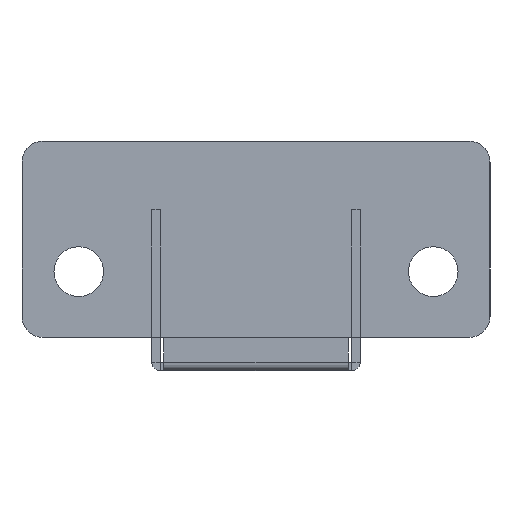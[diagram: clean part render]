
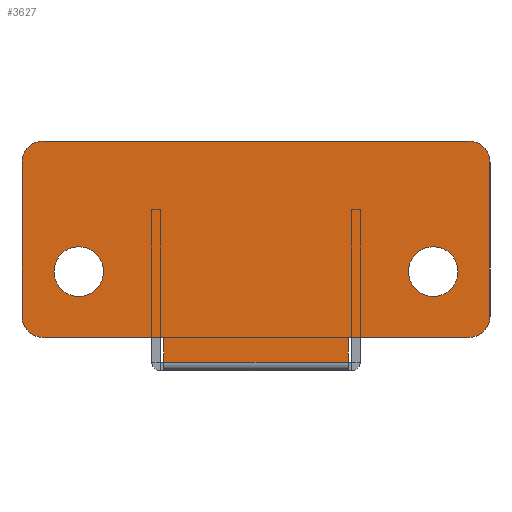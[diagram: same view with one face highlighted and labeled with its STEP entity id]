
A CAD part, left-side view. The second image highlights one B-rep face of the part: STEP entity #3627.
In plain terms, the highlighted planar face has unit normal (-1, 0, 0).
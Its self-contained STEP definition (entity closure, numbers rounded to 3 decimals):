
#161 = DIRECTION ( 'NONE',  ( 0., 0., -1. ) ) ;
#162 = DIRECTION ( 'NONE',  ( -1., 0., 0. ) ) ;
#163 = CARTESIAN_POINT ( 'NONE',  ( -442.5, 30., 7.7 ) ) ;
#287 = DIRECTION ( 'NONE',  ( 0., 0., -1. ) ) ;
#292 = DIRECTION ( 'NONE',  ( 1., 0., 0. ) ) ;
#295 = CARTESIAN_POINT ( 'NONE',  ( -442.5, -25., 14. ) ) ;
#383 = EDGE_CURVE ( 'NONE', #9151, #9183, #1491, .T. ) ;
#400 = EDGE_CURVE ( 'NONE', #9078, #8724, #6081, .T. ) ;
#407 = EDGE_CURVE ( 'NONE', #9212, #8724, #6056, .T. ) ;
#452 = DIRECTION ( 'NONE',  ( 0., 0., -1. ) ) ;
#453 = DIRECTION ( 'NONE',  ( -1., 0., 0. ) ) ;
#454 = CARTESIAN_POINT ( 'NONE',  ( -442.5, 30., 29.4 ) ) ;
#825 = DIRECTION ( 'NONE',  ( 0., 0., 1. ) ) ;
#826 = CARTESIAN_POINT ( 'NONE',  ( -442.5, -13., 4.7 ) ) ;
#827 = LINE ( 'NONE', #826, #8050 ) ;
#1348 = VECTOR ( 'NONE', #3489, 1000. ) ;
#1448 = VECTOR ( 'NONE', #6052, 1000. ) ;
#1467 = AXIS2_PLACEMENT_3D ( 'NONE', #4607, #4600, #4599 ) ;
#1491 = CIRCLE ( 'NONE', #1761, 3. ) ;
#1563 = CIRCLE ( 'NONE', #1467, 3.5 ) ;
#1581 = AXIS2_PLACEMENT_3D ( 'NONE', #4474, #4488, #4456 ) ;
#1714 = AXIS2_PLACEMENT_3D ( 'NONE', #7351, #7350, #7349 ) ;
#1726 = AXIS2_PLACEMENT_3D ( 'NONE', #7377, #7345, #7373 ) ;
#1742 = CIRCLE ( 'NONE', #1726, 3. ) ;
#1749 = VECTOR ( 'NONE', #6074, 1000. ) ;
#1761 = AXIS2_PLACEMENT_3D ( 'NONE', #5894, #5885, #5881 ) ;
#1847 = VECTOR ( 'NONE', #4151, 1000. ) ;
#2019 = VECTOR ( 'NONE', #4545, 1000. ) ;
#2051 = CIRCLE ( 'NONE', #1714, 3.5 ) ;
#2139 = EDGE_CURVE ( 'NONE', #9084, #9129, #5884, .T. ) ;
#3197 = EDGE_CURVE ( 'NONE', #8738, #9155, #1742, .T. ) ;
#3207 = EDGE_CURVE ( 'NONE', #9136, #9138, #2051, .T. ) ;
#3243 = EDGE_CURVE ( 'NONE', #9190, #9152, #1563, .T. ) ;
#3248 = EDGE_CURVE ( 'NONE', #9076, #9155, #4621, .T. ) ;
#3273 = EDGE_CURVE ( 'NONE', #9143, #9151, #4167, .T. ) ;
#3489 = DIRECTION ( 'NONE',  ( 0., 0., -1. ) ) ;
#3499 = CARTESIAN_POINT ( 'NONE',  ( -442.5, 33., 32.4 ) ) ;
#3627 = ADVANCED_FACE ( 'NONE', ( #4472, #4469, #4466 ), #4464, .F. ) ;
#4151 = DIRECTION ( 'NONE',  ( 0., -1., 0. ) ) ;
#4159 = CARTESIAN_POINT ( 'NONE',  ( -442.5, -33., 4.7 ) ) ;
#4167 = LINE ( 'NONE', #4159, #1847 ) ;
#4456 = DIRECTION ( 'NONE',  ( 0., 0., -1. ) ) ;
#4464 = PLANE ( 'NONE',  #1581 ) ;
#4466 = FACE_BOUND ( 'NONE', #4618, .T. ) ;
#4469 = FACE_OUTER_BOUND ( 'NONE', #5371, .T. ) ;
#4472 = FACE_BOUND ( 'NONE', #4537, .T. ) ;
#4474 = CARTESIAN_POINT ( 'NONE',  ( -442.5, 13., 1.2 ) ) ;
#4488 = DIRECTION ( 'NONE',  ( 1., 0., 0. ) ) ;
#4537 = EDGE_LOOP ( 'NONE', ( #6248, #6247 ) ) ;
#4545 = DIRECTION ( 'NONE',  ( 0., -1., 0. ) ) ;
#4554 = CARTESIAN_POINT ( 'NONE',  ( -442.5, -33., 32.4 ) ) ;
#4599 = DIRECTION ( 'NONE',  ( 0., 0., -1. ) ) ;
#4600 = DIRECTION ( 'NONE',  ( -1., 0., 0. ) ) ;
#4607 = CARTESIAN_POINT ( 'NONE',  ( -442.5, 25., 14. ) ) ;
#4618 = EDGE_LOOP ( 'NONE', ( #6264, #6266 ) ) ;
#4621 = LINE ( 'NONE', #4554, #2019 ) ;
#5371 = EDGE_LOOP ( 'NONE', ( #6250, #6249, #6252, #6251, #6260, #6259, #6317, #6331, #6273, #6262, #6263, #6272 ) ) ;
#5547 = EDGE_CURVE ( 'NONE', #9212, #9143, #827, .T. ) ;
#5637 = EDGE_CURVE ( 'NONE', #9076, #9084, #8123, .T. ) ;
#5646 = EDGE_CURVE ( 'NONE', #9138, #9136, #8205, .T. ) ;
#5699 = EDGE_CURVE ( 'NONE', #9129, #9124, #8143, .T. ) ;
#5881 = DIRECTION ( 'NONE',  ( 0., 0., -1. ) ) ;
#5884 = LINE ( 'NONE', #3499, #1348 ) ;
#5885 = DIRECTION ( 'NONE',  ( -1., 0., 0. ) ) ;
#5894 = CARTESIAN_POINT ( 'NONE',  ( -442.5, -30., 7.7 ) ) ;
#6052 = DIRECTION ( 'NONE',  ( 0., 1., 0. ) ) ;
#6056 = LINE ( 'NONE', #6061, #1448 ) ;
#6061 = CARTESIAN_POINT ( 'NONE',  ( -442.5, 13., 1.21 ) ) ;
#6074 = DIRECTION ( 'NONE',  ( 0., 0., -1. ) ) ;
#6075 = CARTESIAN_POINT ( 'NONE',  ( -442.5, 13., 1.2 ) ) ;
#6081 = LINE ( 'NONE', #6075, #1749 ) ;
#6247 = ORIENTED_EDGE ( 'NONE', *, *, #5646, .T. ) ;
#6248 = ORIENTED_EDGE ( 'NONE', *, *, #3207, .T. ) ;
#6249 = ORIENTED_EDGE ( 'NONE', *, *, #5699, .T. ) ;
#6250 = ORIENTED_EDGE ( 'NONE', *, *, #2139, .T. ) ;
#6251 = ORIENTED_EDGE ( 'NONE', *, *, #400, .T. ) ;
#6252 = ORIENTED_EDGE ( 'NONE', *, *, #8528, .T. ) ;
#6259 = ORIENTED_EDGE ( 'NONE', *, *, #5547, .T. ) ;
#6260 = ORIENTED_EDGE ( 'NONE', *, *, #407, .F. ) ;
#6262 = ORIENTED_EDGE ( 'NONE', *, *, #3197, .T. ) ;
#6263 = ORIENTED_EDGE ( 'NONE', *, *, #3248, .F. ) ;
#6264 = ORIENTED_EDGE ( 'NONE', *, *, #3243, .F. ) ;
#6266 = ORIENTED_EDGE ( 'NONE', *, *, #8532, .F. ) ;
#6272 = ORIENTED_EDGE ( 'NONE', *, *, #5637, .T. ) ;
#6273 = ORIENTED_EDGE ( 'NONE', *, *, #8475, .F. ) ;
#6317 = ORIENTED_EDGE ( 'NONE', *, *, #3273, .T. ) ;
#6331 = ORIENTED_EDGE ( 'NONE', *, *, #383, .T. ) ;
#6596 = LINE ( 'NONE', #6597, #8339 ) ;
#6597 = CARTESIAN_POINT ( 'NONE',  ( -442.5, -33., 32.4 ) ) ;
#6606 = DIRECTION ( 'NONE',  ( 0., 0., -1. ) ) ;
#6673 = LINE ( 'NONE', #6674, #8246 ) ;
#6674 = CARTESIAN_POINT ( 'NONE',  ( -442.5, -33., 4.7 ) ) ;
#6675 = DIRECTION ( 'NONE',  ( 0., -1., 0. ) ) ;
#6687 = CARTESIAN_POINT ( 'NONE',  ( -442.5, 25., 14. ) ) ;
#6688 = DIRECTION ( 'NONE',  ( -1., 0., 0. ) ) ;
#6689 = DIRECTION ( 'NONE',  ( 0., 0., -1. ) ) ;
#6915 = CARTESIAN_POINT ( 'NONE',  ( -442.5, 13., 1.21 ) ) ;
#6919 = CARTESIAN_POINT ( 'NONE',  ( -442.5, -33., 29.4 ) ) ;
#7011 = CARTESIAN_POINT ( 'NONE',  ( -442.5, 30., 32.4 ) ) ;
#7013 = CARTESIAN_POINT ( 'NONE',  ( -442.5, 13., 4.7 ) ) ;
#7019 = CARTESIAN_POINT ( 'NONE',  ( -442.5, 33., 29.4 ) ) ;
#7059 = CARTESIAN_POINT ( 'NONE',  ( -442.5, 30., 4.7 ) ) ;
#7064 = CARTESIAN_POINT ( 'NONE',  ( -442.5, 33., 7.7 ) ) ;
#7071 = CARTESIAN_POINT ( 'NONE',  ( -442.5, -25., 10.5 ) ) ;
#7073 = CARTESIAN_POINT ( 'NONE',  ( -442.5, -25., 17.5 ) ) ;
#7078 = CARTESIAN_POINT ( 'NONE',  ( -442.5, -13., 4.7 ) ) ;
#7086 = CARTESIAN_POINT ( 'NONE',  ( -442.5, -30., 4.7 ) ) ;
#7087 = CARTESIAN_POINT ( 'NONE',  ( -442.5, 25., 17.5 ) ) ;
#7090 = CARTESIAN_POINT ( 'NONE',  ( -442.5, -30., 32.4 ) ) ;
#7118 = CARTESIAN_POINT ( 'NONE',  ( -442.5, -33., 7.7 ) ) ;
#7125 = CARTESIAN_POINT ( 'NONE',  ( -442.5, 25., 10.5 ) ) ;
#7147 = CARTESIAN_POINT ( 'NONE',  ( -442.5, -13., 1.21 ) ) ;
#7345 = DIRECTION ( 'NONE',  ( -1., 0., 0. ) ) ;
#7349 = DIRECTION ( 'NONE',  ( 0., 0., -1. ) ) ;
#7350 = DIRECTION ( 'NONE',  ( 1., 0., 0. ) ) ;
#7351 = CARTESIAN_POINT ( 'NONE',  ( -442.5, -25., 14. ) ) ;
#7373 = DIRECTION ( 'NONE',  ( 0., 0., -1. ) ) ;
#7377 = CARTESIAN_POINT ( 'NONE',  ( -442.5, -30., 29.4 ) ) ;
#7922 = AXIS2_PLACEMENT_3D ( 'NONE', #295, #292, #287 ) ;
#8050 = VECTOR ( 'NONE', #825, 1000. ) ;
#8123 = CIRCLE ( 'NONE', #8372, 3. ) ;
#8143 = CIRCLE ( 'NONE', #8183, 3. ) ;
#8183 = AXIS2_PLACEMENT_3D ( 'NONE', #163, #162, #161 ) ;
#8205 = CIRCLE ( 'NONE', #7922, 3.5 ) ;
#8234 = CIRCLE ( 'NONE', #8399, 3.5 ) ;
#8246 = VECTOR ( 'NONE', #6675, 1000. ) ;
#8339 = VECTOR ( 'NONE', #6606, 1000. ) ;
#8372 = AXIS2_PLACEMENT_3D ( 'NONE', #454, #453, #452 ) ;
#8399 = AXIS2_PLACEMENT_3D ( 'NONE', #6687, #6688, #6689 ) ;
#8475 = EDGE_CURVE ( 'NONE', #8738, #9183, #6596, .T. ) ;
#8528 = EDGE_CURVE ( 'NONE', #9124, #9078, #6673, .T. ) ;
#8532 = EDGE_CURVE ( 'NONE', #9152, #9190, #8234, .T. ) ;
#8724 = VERTEX_POINT ( 'NONE', #6915 ) ;
#8738 = VERTEX_POINT ( 'NONE', #6919 ) ;
#9076 = VERTEX_POINT ( 'NONE', #7011 ) ;
#9078 = VERTEX_POINT ( 'NONE', #7013 ) ;
#9084 = VERTEX_POINT ( 'NONE', #7019 ) ;
#9124 = VERTEX_POINT ( 'NONE', #7059 ) ;
#9129 = VERTEX_POINT ( 'NONE', #7064 ) ;
#9136 = VERTEX_POINT ( 'NONE', #7071 ) ;
#9138 = VERTEX_POINT ( 'NONE', #7073 ) ;
#9143 = VERTEX_POINT ( 'NONE', #7078 ) ;
#9151 = VERTEX_POINT ( 'NONE', #7086 ) ;
#9152 = VERTEX_POINT ( 'NONE', #7087 ) ;
#9155 = VERTEX_POINT ( 'NONE', #7090 ) ;
#9183 = VERTEX_POINT ( 'NONE', #7118 ) ;
#9190 = VERTEX_POINT ( 'NONE', #7125 ) ;
#9212 = VERTEX_POINT ( 'NONE', #7147 ) ;
